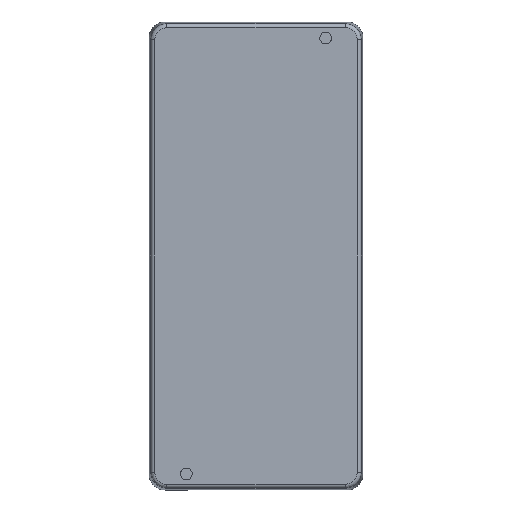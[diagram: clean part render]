
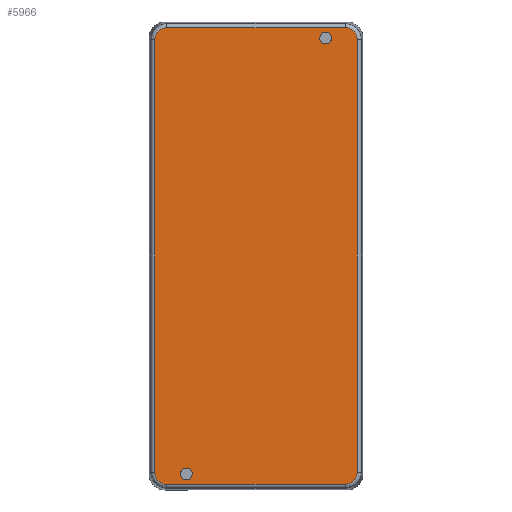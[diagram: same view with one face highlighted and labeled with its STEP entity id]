
A CAD part, front view. The second image highlights one B-rep face of the part: STEP entity #5966.
In plain terms, the highlighted face is planar.
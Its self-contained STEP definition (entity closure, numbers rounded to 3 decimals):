
#244=ELLIPSE('',#6451,4.501,4.5);
#250=ELLIPSE('',#6463,4.501,4.5);
#252=ELLIPSE('',#6470,4.501,4.5);
#253=ELLIPSE('',#6476,4.501,4.5);
#313=FACE_BOUND('',#1402,.T.);
#314=FACE_BOUND('',#1403,.T.);
#432=CIRCLE('',#6382,2.2);
#436=CIRCLE('',#6389,2.2);
#978=FACE_OUTER_BOUND('',#1401,.T.);
#1401=EDGE_LOOP('',(#4610,#4611,#4612,#4613,#4614,#4615,#4616,#4617));
#1402=EDGE_LOOP('',(#4618));
#1403=EDGE_LOOP('',(#4619));
#1852=LINE('',#9722,#2270);
#1860=LINE('',#9781,#2278);
#1864=LINE('',#9826,#2282);
#1867=LINE('',#9867,#2285);
#2270=VECTOR('',#7702,161.657);
#2278=VECTOR('',#7732,66.657);
#2282=VECTOR('',#7750,161.657);
#2285=VECTOR('',#7765,66.657);
#2666=VERTEX_POINT('',#9530);
#2670=VERTEX_POINT('',#9541);
#2711=VERTEX_POINT('',#9703);
#2714=VERTEX_POINT('',#9708);
#2718=VERTEX_POINT('',#9720);
#2726=VERTEX_POINT('',#9771);
#2728=VERTEX_POINT('',#9779);
#2730=VERTEX_POINT('',#9816);
#2732=VERTEX_POINT('',#9824);
#2734=VERTEX_POINT('',#9860);
#3308=EDGE_CURVE('',#2666,#2666,#432,.T.);
#3312=EDGE_CURVE('',#2670,#2670,#436,.T.);
#3380=EDGE_CURVE('',#2714,#2711,#244,.T.);
#3386=EDGE_CURVE('',#2718,#2714,#1852,.T.);
#3397=EDGE_CURVE('',#2726,#2718,#250,.T.);
#3401=EDGE_CURVE('',#2728,#2726,#1860,.T.);
#3405=EDGE_CURVE('',#2730,#2728,#252,.T.);
#3409=EDGE_CURVE('',#2732,#2730,#1864,.T.);
#3412=EDGE_CURVE('',#2734,#2732,#253,.T.);
#3415=EDGE_CURVE('',#2711,#2734,#1867,.T.);
#4610=ORIENTED_EDGE('',*,*,#3380,.F.);
#4611=ORIENTED_EDGE('',*,*,#3386,.F.);
#4612=ORIENTED_EDGE('',*,*,#3397,.F.);
#4613=ORIENTED_EDGE('',*,*,#3401,.F.);
#4614=ORIENTED_EDGE('',*,*,#3405,.F.);
#4615=ORIENTED_EDGE('',*,*,#3409,.F.);
#4616=ORIENTED_EDGE('',*,*,#3412,.F.);
#4617=ORIENTED_EDGE('',*,*,#3415,.F.);
#4618=ORIENTED_EDGE('',*,*,#3308,.T.);
#4619=ORIENTED_EDGE('',*,*,#3312,.T.);
#5740=PLANE('',#6480);
#5966=ADVANCED_FACE('',(#978,#313,#314),#5740,.F.);
#6382=AXIS2_PLACEMENT_3D('',#9531,#7519,#7520);
#6389=AXIS2_PLACEMENT_3D('',#9542,#7533,#7534);
#6451=AXIS2_PLACEMENT_3D('',#9710,#7689,#7690);
#6463=AXIS2_PLACEMENT_3D('',#9773,#7722,#7723);
#6470=AXIS2_PLACEMENT_3D('',#9818,#7740,#7741);
#6476=AXIS2_PLACEMENT_3D('',#9862,#7756,#7757);
#6480=AXIS2_PLACEMENT_3D('',#9869,#7767,#7768);
#7519=DIRECTION('center_axis',(0.,0.,1.));
#7520=DIRECTION('ref_axis',(1.,0.,0.));
#7533=DIRECTION('center_axis',(0.,0.,1.));
#7534=DIRECTION('ref_axis',(1.,0.,0.));
#7689=DIRECTION('center_axis',(0.,0.,1.));
#7690=DIRECTION('ref_axis',(0.707,0.707,0.));
#7702=DIRECTION('',(0.,1.,0.));
#7722=DIRECTION('center_axis',(0.,0.,1.));
#7723=DIRECTION('ref_axis',(0.707,-0.707,0.));
#7732=DIRECTION('',(1.,0.,0.));
#7740=DIRECTION('center_axis',(0.,0.,1.));
#7741=DIRECTION('ref_axis',(-0.707,-0.707,0.));
#7750=DIRECTION('',(0.,-1.,0.));
#7756=DIRECTION('center_axis',(0.,0.,1.));
#7757=DIRECTION('ref_axis',(-0.707,0.707,0.));
#7765=DIRECTION('',(-1.,0.,0.));
#7767=DIRECTION('center_axis',(0.,0.,1.));
#7768=DIRECTION('ref_axis',(1.,0.,0.));
#9530=CARTESIAN_POINT('',(-28.2,81.5,-40.));
#9531=CARTESIAN_POINT('Origin',(-26.,81.5,-40.));
#9541=CARTESIAN_POINT('',(23.8,-81.5,-40.));
#9542=CARTESIAN_POINT('Origin',(26.,-81.5,-40.));
#9703=CARTESIAN_POINT('',(33.328,85.328,-40.));
#9708=CARTESIAN_POINT('',(37.828,80.828,-40.));
#9710=CARTESIAN_POINT('Origin',(33.327,80.827,-40.));
#9720=CARTESIAN_POINT('',(37.828,-80.828,-40.));
#9722=CARTESIAN_POINT('',(37.828,-43.75,-40.));
#9771=CARTESIAN_POINT('',(33.328,-85.328,-40.));
#9773=CARTESIAN_POINT('Origin',(33.327,-80.827,-40.));
#9779=CARTESIAN_POINT('',(-33.328,-85.328,-40.));
#9781=CARTESIAN_POINT('',(-20.,-85.328,-40.));
#9816=CARTESIAN_POINT('',(-37.828,-80.828,-40.));
#9818=CARTESIAN_POINT('Origin',(-33.327,-80.827,-40.));
#9824=CARTESIAN_POINT('',(-37.828,80.828,-40.));
#9826=CARTESIAN_POINT('',(-37.828,43.75,-40.));
#9860=CARTESIAN_POINT('',(-33.328,85.328,-40.));
#9862=CARTESIAN_POINT('Origin',(-33.327,80.827,-40.));
#9867=CARTESIAN_POINT('',(20.,85.328,-40.));
#9869=CARTESIAN_POINT('Origin',(0.,0.,-40.));
